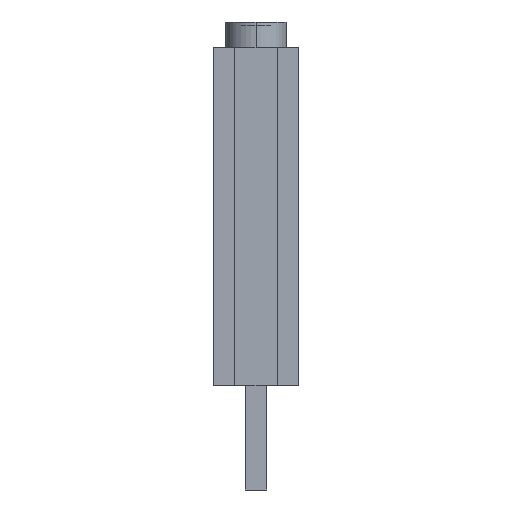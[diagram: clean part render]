
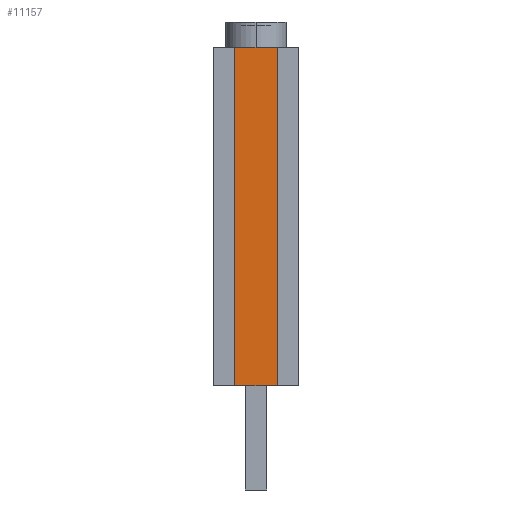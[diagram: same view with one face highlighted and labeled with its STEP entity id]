
A CAD part, left-side view. The second image highlights one B-rep face of the part: STEP entity #11157.
In plain terms, the highlighted planar face has unit normal (-1, 0, 0).
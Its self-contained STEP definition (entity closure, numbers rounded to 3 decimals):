
#11101=CARTESIAN_POINT('',(-1.143,0.635,0.));
#11102=VERTEX_POINT('',#11101);
#11109=CARTESIAN_POINT('',(-1.143,0.635,10.16));
#11110=VERTEX_POINT('',#11109);
#11111=CARTESIAN_POINT('',(-1.143,0.635,10.16));
#11112=DIRECTION('',(0.0,0.0,-1.0));
#11113=VECTOR('',#11112,10.16);
#11114=LINE('',#11111,#11113);
#11115=EDGE_CURVE('',#11110,#11102,#11114,.T.);
#11127=CARTESIAN_POINT('',(-1.143,0.635,10.16));
#11128=DIRECTION('',(-1.0,0.0,0.0));
#11129=DIRECTION('',(0.0,0.0,1.0));
#11130=AXIS2_PLACEMENT_3D('',#11127,#11128,#11129);
#11131=PLANE('',#11130);
#11132=CARTESIAN_POINT('',(-1.143,-0.635,0.));
#11133=VERTEX_POINT('',#11132);
#11134=CARTESIAN_POINT('',(-1.143,0.635,0.));
#11135=DIRECTION('',(0.0,-1.0,0.0));
#11136=VECTOR('',#11135,1.27);
#11137=LINE('',#11134,#11136);
#11138=EDGE_CURVE('',#11102,#11133,#11137,.T.);
#11139=ORIENTED_EDGE('',*,*,#11138,.T.);
#11140=CARTESIAN_POINT('',(-1.143,-0.635,10.16));
#11141=VERTEX_POINT('',#11140);
#11142=CARTESIAN_POINT('',(-1.143,-0.635,10.16));
#11143=DIRECTION('',(0.0,0.0,-1.0));
#11144=VECTOR('',#11143,10.16);
#11145=LINE('',#11142,#11144);
#11146=EDGE_CURVE('',#11141,#11133,#11145,.T.);
#11147=ORIENTED_EDGE('',*,*,#11146,.F.);
#11148=CARTESIAN_POINT('',(-1.143,-0.635,10.16));
#11149=DIRECTION('',(0.0,1.0,0.0));
#11150=VECTOR('',#11149,1.27);
#11151=LINE('',#11148,#11150);
#11152=EDGE_CURVE('',#11141,#11110,#11151,.T.);
#11153=ORIENTED_EDGE('',*,*,#11152,.T.);
#11154=ORIENTED_EDGE('',*,*,#11115,.T.);
#11155=EDGE_LOOP('',(#11139,#11147,#11153,#11154));
#11156=FACE_OUTER_BOUND('',#11155,.T.);
#11157=ADVANCED_FACE('',(#11156),#11131,.T.);
